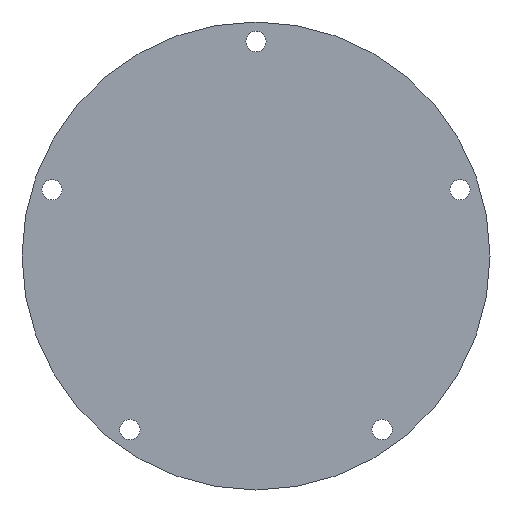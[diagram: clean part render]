
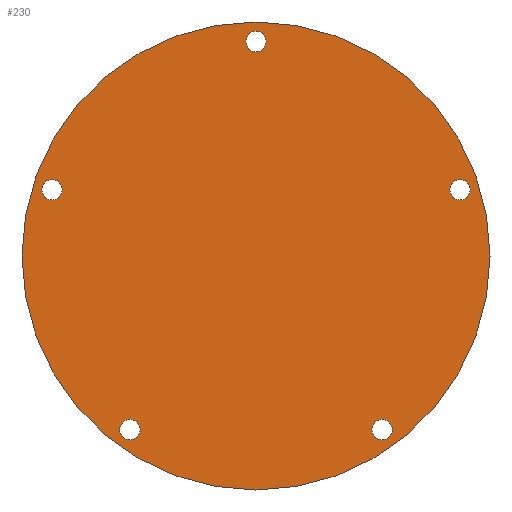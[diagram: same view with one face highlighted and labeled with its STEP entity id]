
A CAD part, front view. The second image highlights one B-rep face of the part: STEP entity #230.
In plain terms, the highlighted planar face has unit normal (0, -1, 0).
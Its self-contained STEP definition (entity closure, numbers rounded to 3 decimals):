
#22=FACE_BOUND('',#67,.T.);
#23=FACE_BOUND('',#68,.T.);
#24=FACE_BOUND('',#69,.T.);
#25=FACE_BOUND('',#70,.T.);
#26=FACE_BOUND('',#71,.T.);
#31=PLANE('',#276);
#45=FACE_OUTER_BOUND('',#66,.T.);
#66=EDGE_LOOP('',(#201));
#67=EDGE_LOOP('',(#202));
#68=EDGE_LOOP('',(#203));
#69=EDGE_LOOP('',(#204));
#70=EDGE_LOOP('',(#205));
#71=EDGE_LOOP('',(#206));
#104=CIRCLE('',#265,2.6);
#105=CIRCLE('',#267,2.6);
#106=CIRCLE('',#269,2.6);
#107=CIRCLE('',#271,2.6);
#108=CIRCLE('',#273,2.6);
#109=CIRCLE('',#275,60.);
#122=VERTEX_POINT('',#388);
#123=VERTEX_POINT('',#392);
#124=VERTEX_POINT('',#396);
#125=VERTEX_POINT('',#400);
#126=VERTEX_POINT('',#404);
#127=VERTEX_POINT('',#408);
#143=EDGE_CURVE('',#122,#122,#104,.T.);
#145=EDGE_CURVE('',#123,#123,#105,.T.);
#147=EDGE_CURVE('',#124,#124,#106,.T.);
#149=EDGE_CURVE('',#125,#125,#107,.T.);
#151=EDGE_CURVE('',#126,#126,#108,.T.);
#153=EDGE_CURVE('',#127,#127,#109,.T.);
#201=ORIENTED_EDGE('',*,*,#153,.T.);
#202=ORIENTED_EDGE('',*,*,#151,.T.);
#203=ORIENTED_EDGE('',*,*,#149,.T.);
#204=ORIENTED_EDGE('',*,*,#147,.T.);
#205=ORIENTED_EDGE('',*,*,#145,.T.);
#206=ORIENTED_EDGE('',*,*,#143,.T.);
#230=ADVANCED_FACE('',(#45,#22,#23,#24,#25,#26),#31,.T.);
#265=AXIS2_PLACEMENT_3D('',#389,#321,#322);
#267=AXIS2_PLACEMENT_3D('',#393,#326,#327);
#269=AXIS2_PLACEMENT_3D('',#397,#331,#332);
#271=AXIS2_PLACEMENT_3D('',#401,#336,#337);
#273=AXIS2_PLACEMENT_3D('',#405,#341,#342);
#275=AXIS2_PLACEMENT_3D('',#409,#346,#347);
#276=AXIS2_PLACEMENT_3D('',#411,#349,#350);
#321=DIRECTION('center_axis',(0.,1.,0.));
#322=DIRECTION('ref_axis',(1.,0.,0.));
#326=DIRECTION('center_axis',(0.,1.,0.));
#327=DIRECTION('ref_axis',(1.,0.,0.));
#331=DIRECTION('center_axis',(0.,1.,0.));
#332=DIRECTION('ref_axis',(1.,0.,0.));
#336=DIRECTION('center_axis',(0.,1.,0.));
#337=DIRECTION('ref_axis',(1.,0.,0.));
#341=DIRECTION('center_axis',(0.,1.,0.));
#342=DIRECTION('ref_axis',(1.,0.,0.));
#346=DIRECTION('center_axis',(0.,-1.,0.));
#347=DIRECTION('ref_axis',(1.,0.,0.));
#349=DIRECTION('center_axis',(0.,-1.,0.));
#350=DIRECTION('ref_axis',(1.,0.,0.));
#388=CARTESIAN_POINT('',(-72.6,11.745,-195.));
#389=CARTESIAN_POINT('Origin',(-70.,11.745,-195.));
#392=CARTESIAN_POINT('',(-20.292,11.745,-233.004));
#393=CARTESIAN_POINT('Origin',(-17.692,11.745,-233.004));
#396=CARTESIAN_POINT('',(-40.272,11.745,-294.496));
#397=CARTESIAN_POINT('Origin',(-37.672,11.745,-294.496));
#400=CARTESIAN_POINT('',(-124.908,11.745,-233.004));
#401=CARTESIAN_POINT('Origin',(-122.308,11.745,-233.004));
#404=CARTESIAN_POINT('',(-104.928,11.745,-294.496));
#405=CARTESIAN_POINT('Origin',(-102.328,11.745,-294.496));
#408=CARTESIAN_POINT('',(-130.,11.745,-250.));
#409=CARTESIAN_POINT('Origin',(-70.,11.745,-250.));
#411=CARTESIAN_POINT('Origin',(-70.,11.745,-250.));
